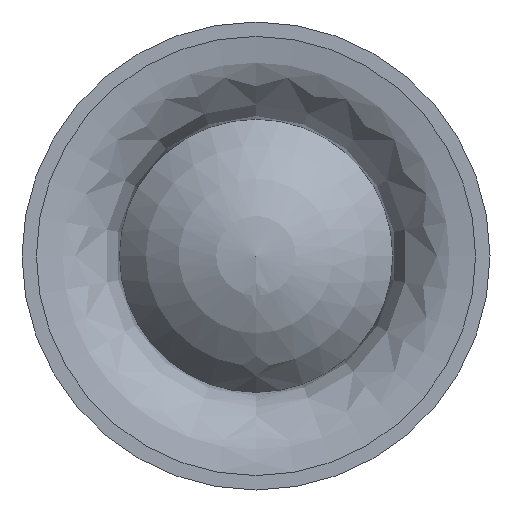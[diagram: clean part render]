
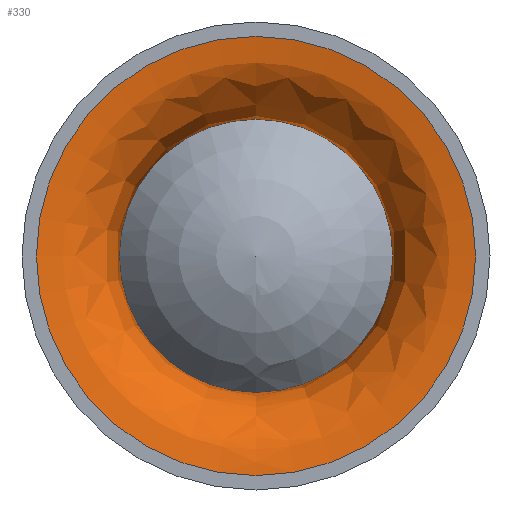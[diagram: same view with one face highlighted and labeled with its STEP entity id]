
A CAD part, front view. The second image highlights one B-rep face of the part: STEP entity #330.
In plain terms, the highlighted face is a revolution surface.
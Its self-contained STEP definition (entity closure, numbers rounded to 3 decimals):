
#43 = PLANE('',#44);
#44 = AXIS2_PLACEMENT_3D('',#45,#46,#47);
#45 = CARTESIAN_POINT('',(0.,0.,
    0.));
#46 = DIRECTION('',(0.,-1.,0.));
#47 = DIRECTION('',(0.,0.,-1.));
#293 = EDGE_CURVE('',#294,#294,#296,.T.);
#294 = VERTEX_POINT('',#295);
#295 = CARTESIAN_POINT('',(0.,6.,-9.5));
#296 = SURFACE_CURVE('',#297,(#302,#314),.PCURVE_S1.);
#297 = CIRCLE('',#298,9.5);
#298 = AXIS2_PLACEMENT_3D('',#299,#300,#301);
#299 = CARTESIAN_POINT('',(0.,6.,0.));
#300 = DIRECTION('',(0.,-1.,0.));
#301 = DIRECTION('',(0.,0.,-1.));
#302 = PCURVE('',#303,#308);
#303 = PLANE('',#304);
#304 = AXIS2_PLACEMENT_3D('',#305,#306,#307);
#305 = CARTESIAN_POINT('',(0.,6.,0.));
#306 = DIRECTION('',(0.,-1.,0.));
#307 = DIRECTION('',(0.,0.,-1.));
#308 = DEFINITIONAL_REPRESENTATION('',(#309),#313);
#309 = CIRCLE('',#310,9.5);
#310 = AXIS2_PLACEMENT_2D('',#311,#312);
#311 = CARTESIAN_POINT('',(0.,0.));
#312 = DIRECTION('',(1.,0.));
#313 = ( GEOMETRIC_REPRESENTATION_CONTEXT(2) 
PARAMETRIC_REPRESENTATION_CONTEXT() REPRESENTATION_CONTEXT('2D SPACE',''
  ) );
#314 = PCURVE('',#315,#324);
#315 = SURFACE_OF_REVOLUTION('',#316,#321);
#316 = CIRCLE('',#317,5.755);
#317 = AXIS2_PLACEMENT_3D('',#318,#319,#320);
#318 = CARTESIAN_POINT('',(0.,5.755,-15.25));
#319 = DIRECTION('',(1.,0.,0.));
#320 = DIRECTION('',(0.,1.,0.));
#321 = AXIS1_PLACEMENT('',#322,#323);
#322 = CARTESIAN_POINT('',(0.,0.,0.));
#323 = DIRECTION('',(0.,-1.,0.));
#324 = DEFINITIONAL_REPRESENTATION('',(#325),#329);
#325 = LINE('',#326,#327);
#326 = CARTESIAN_POINT('',(0.,1.528));
#327 = VECTOR('',#328,1.);
#328 = DIRECTION('',(1.,0.));
#329 = ( GEOMETRIC_REPRESENTATION_CONTEXT(2) 
PARAMETRIC_REPRESENTATION_CONTEXT() REPRESENTATION_CONTEXT('2D SPACE',''
  ) );
#330 = ADVANCED_FACE('',(#331),#315,.F.);
#331 = FACE_BOUND('',#332,.F.);
#332 = EDGE_LOOP('',(#333,#334,#358,#380));
#333 = ORIENTED_EDGE('',*,*,#293,.T.);
#334 = ORIENTED_EDGE('',*,*,#335,.T.);
#335 = EDGE_CURVE('',#294,#336,#338,.T.);
#336 = VERTEX_POINT('',#337);
#337 = CARTESIAN_POINT('',(0.,0.,-15.25)
  );
#338 = SEAM_CURVE('',#339,(#344,#351),.PCURVE_S1.);
#339 = CIRCLE('',#340,5.755);
#340 = AXIS2_PLACEMENT_3D('',#341,#342,#343);
#341 = CARTESIAN_POINT('',(0.,5.755,-15.25));
#342 = DIRECTION('',(1.,0.,0.));
#343 = DIRECTION('',(0.,1.,0.));
#344 = PCURVE('',#315,#345);
#345 = DEFINITIONAL_REPRESENTATION('',(#346),#350);
#346 = LINE('',#347,#348);
#347 = CARTESIAN_POINT('',(0.,0.));
#348 = VECTOR('',#349,1.);
#349 = DIRECTION('',(0.,1.));
#350 = ( GEOMETRIC_REPRESENTATION_CONTEXT(2) 
PARAMETRIC_REPRESENTATION_CONTEXT() REPRESENTATION_CONTEXT('2D SPACE',''
  ) );
#351 = PCURVE('',#315,#352);
#352 = DEFINITIONAL_REPRESENTATION('',(#353),#357);
#353 = LINE('',#354,#355);
#354 = CARTESIAN_POINT('',(6.283,0.));
#355 = VECTOR('',#356,1.);
#356 = DIRECTION('',(0.,1.));
#357 = ( GEOMETRIC_REPRESENTATION_CONTEXT(2) 
PARAMETRIC_REPRESENTATION_CONTEXT() REPRESENTATION_CONTEXT('2D SPACE',''
  ) );
#358 = ORIENTED_EDGE('',*,*,#359,.F.);
#359 = EDGE_CURVE('',#336,#336,#360,.T.);
#360 = SURFACE_CURVE('',#361,(#366,#373),.PCURVE_S1.);
#361 = CIRCLE('',#362,15.25);
#362 = AXIS2_PLACEMENT_3D('',#363,#364,#365);
#363 = CARTESIAN_POINT('',(0.,0.,
    0.));
#364 = DIRECTION('',(0.,-1.,0.));
#365 = DIRECTION('',(0.,0.,-1.));
#366 = PCURVE('',#315,#367);
#367 = DEFINITIONAL_REPRESENTATION('',(#368),#372);
#368 = LINE('',#369,#370);
#369 = CARTESIAN_POINT('',(0.,3.142));
#370 = VECTOR('',#371,1.);
#371 = DIRECTION('',(1.,0.));
#372 = ( GEOMETRIC_REPRESENTATION_CONTEXT(2) 
PARAMETRIC_REPRESENTATION_CONTEXT() REPRESENTATION_CONTEXT('2D SPACE',''
  ) );
#373 = PCURVE('',#43,#374);
#374 = DEFINITIONAL_REPRESENTATION('',(#375),#379);
#375 = CIRCLE('',#376,15.25);
#376 = AXIS2_PLACEMENT_2D('',#377,#378);
#377 = CARTESIAN_POINT('',(0.,0.));
#378 = DIRECTION('',(1.,0.));
#379 = ( GEOMETRIC_REPRESENTATION_CONTEXT(2) 
PARAMETRIC_REPRESENTATION_CONTEXT() REPRESENTATION_CONTEXT('2D SPACE',''
  ) );
#380 = ORIENTED_EDGE('',*,*,#335,.F.);
